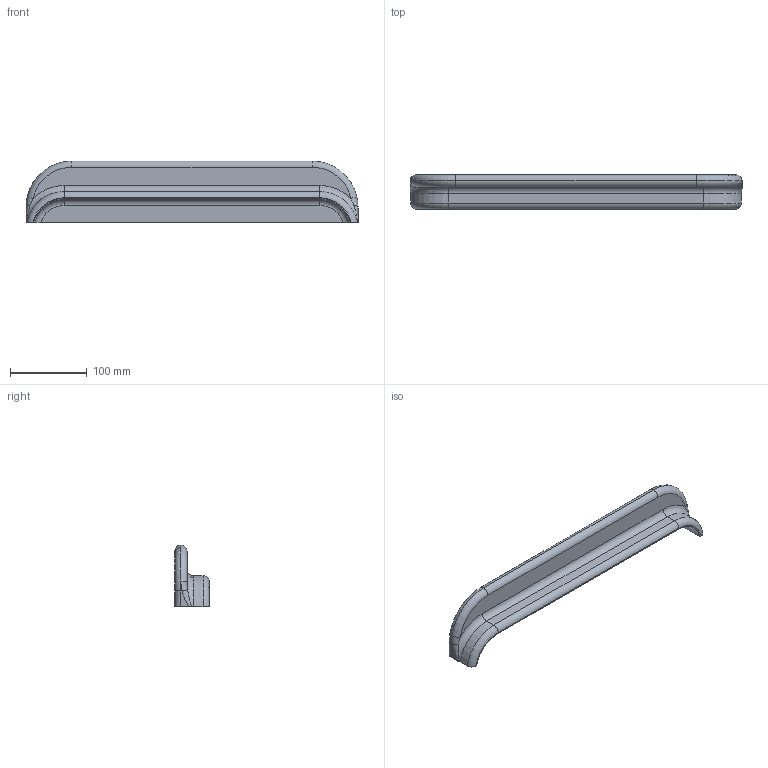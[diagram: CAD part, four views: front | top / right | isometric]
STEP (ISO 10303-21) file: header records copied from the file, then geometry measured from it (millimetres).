
FILE_DESCRIPTION (( 'STEP AP214' ), '1' );
FILE_NAME ('deliver_box_cover_front.STEP', '2019-03-06T08:02:45', ( '' ), ( '' ), 'SwSTEP 2.0', 'SolidWorks 2011', '' );
FILE_SCHEMA (( 'AUTOMOTIVE_DESIGN' ));
Length unit declared in the file: millimetre
Products named in the file (1): deliver_box_cover_front
Bounding box: 434 x 45 x 80.89 mm (x, y, z)
Volume: 515870.1 mm3; surface area: 101648.4 mm2
Topology: 1 solids, 1 shells, 39 faces, 93 edges, 56 vertices
Faces by surface type: cylinder 14, torus 12, plane 9, bspline 4
Entity records: 1381 total; most frequent: CARTESIAN_POINT 461, DIRECTION 191, ORIENTED_EDGE 186, EDGE_CURVE 93, AXIS2_PLACEMENT_3D 80, VERTEX_POINT 56, CIRCLE 44, EDGE_LOOP 39
